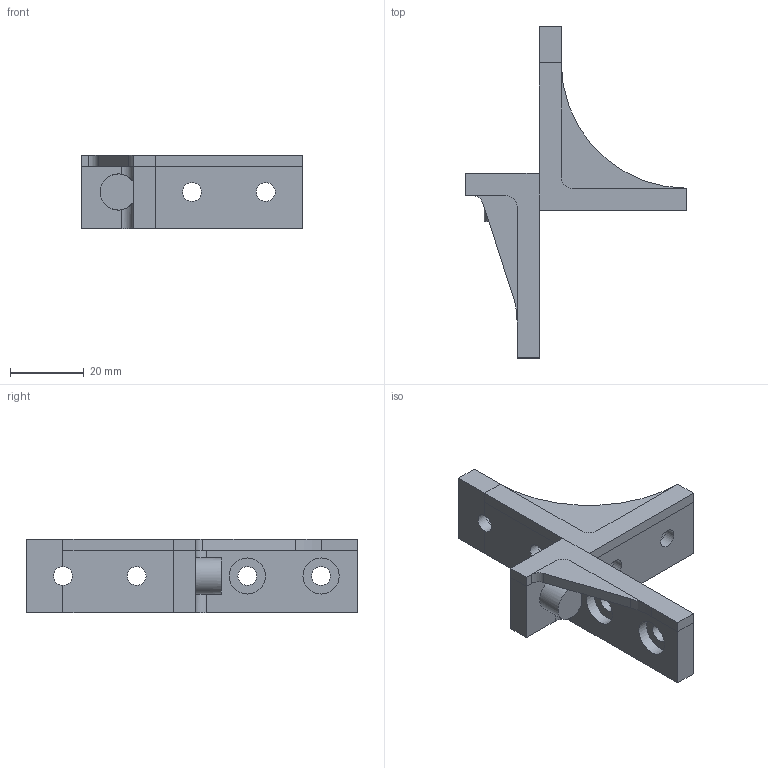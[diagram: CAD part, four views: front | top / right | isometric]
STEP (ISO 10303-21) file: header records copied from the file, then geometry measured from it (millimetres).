
FILE_DESCRIPTION(('FreeCAD Model'),'2;1');
FILE_NAME('Open CASCADE Shape Model','2022-02-10T08:41:05',('Author'),( ''),'Open CASCADE STEP processor 7.5','FreeCAD','Unknown');
FILE_SCHEMA(('AUTOMOTIVE_DESIGN { 1 0 10303 214 1 1 1 1 }'));
Length unit declared in the file: millimetre
Products named in the file (1): Cut026 (Mirror #1)
Bounding box: 60 x 90 x 20 mm (x, y, z)
Volume: 15847.9 mm3; surface area: 9606.9 mm2
Topology: 1 solids, 1 shells, 62 faces, 153 edges, 96 vertices
Faces by surface type: plane 41, cylinder 21
Full cylindrical faces by diameter (mm): 5.1 x7, 9.8 x6
Entity records: 4335 total; most frequent: CARTESIAN_POINT 1248, DIRECTION 576, LINE 353, VECTOR 353, ORIENTED_EDGE 306, PCURVE 306, DEFINITIONAL_REPRESENTATION 306, EDGE_CURVE 153
